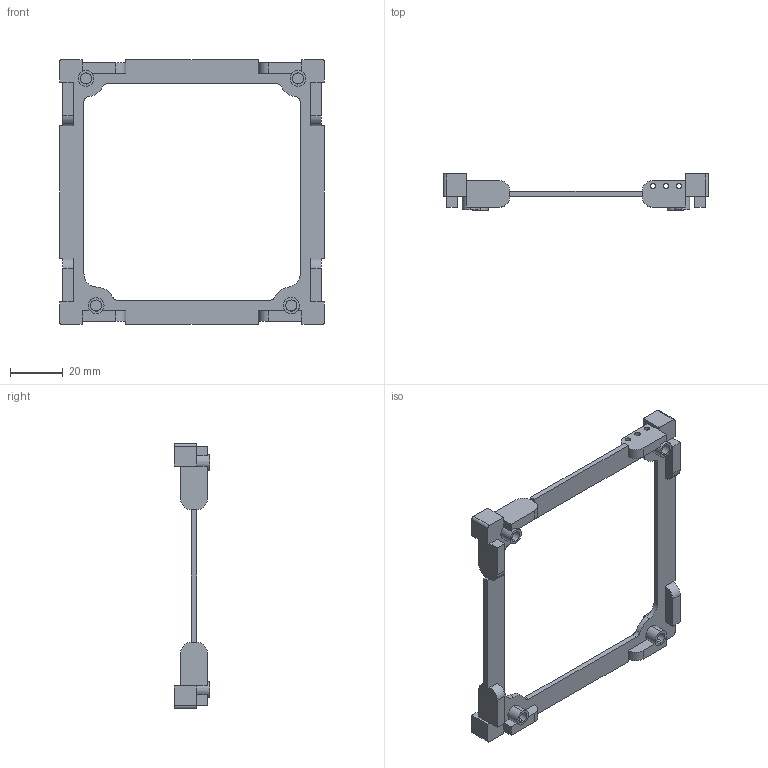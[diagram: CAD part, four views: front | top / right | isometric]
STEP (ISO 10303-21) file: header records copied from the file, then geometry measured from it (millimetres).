
FILE_DESCRIPTION (( 'STEP AP214' ), '1' );
FILE_NAME ('BottomPlate.STEP', '2021-11-11T21:08:46', ( '' ), ( '' ), 'SwSTEP 2.0', 'SolidWorks 2021', '' );
FILE_SCHEMA (( 'AUTOMOTIVE_DESIGN' ));
Length unit declared in the file: millimetre
Products named in the file (1): BottomPlate
Bounding box: 100 x 13.5 x 100 mm (x, y, z)
Volume: 12704.8 mm3; surface area: 11758.3 mm2
Topology: 1 solids, 1 shells, 164 faces, 450 edges, 292 vertices
Faces by surface type: plane 104, cylinder 60
Entity records: 5260 total; most frequent: DIRECTION 916, CARTESIAN_POINT 907, ORIENTED_EDGE 900, EDGE_CURVE 450, VECTOR 314, LINE 314, AXIS2_PLACEMENT_3D 301, VERTEX_POINT 292
